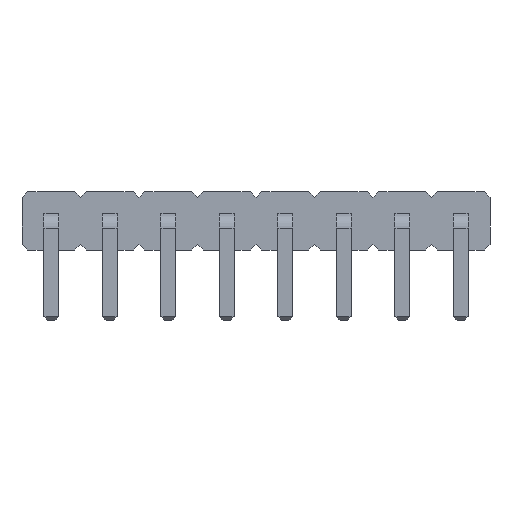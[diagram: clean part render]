
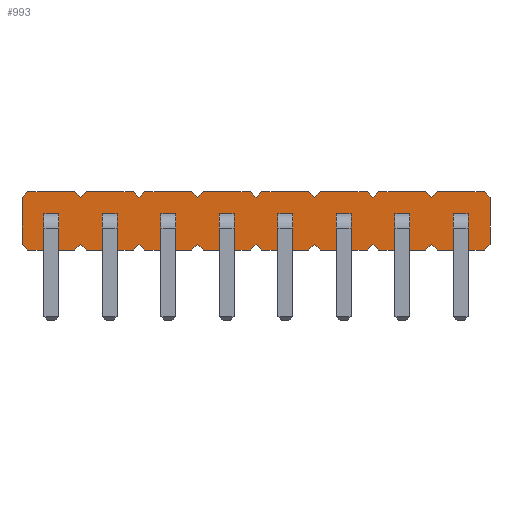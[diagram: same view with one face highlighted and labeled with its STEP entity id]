
A CAD part, left-side view. The second image highlights one B-rep face of the part: STEP entity #993.
In plain terms, the highlighted planar face has unit normal (-1, 0, 0).
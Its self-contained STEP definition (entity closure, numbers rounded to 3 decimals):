
#13=DIRECTION('',(0.,0.,1.));
#22=VERTEX_POINT('',#23);
#23=CARTESIAN_POINT('',(1.5,1.,0.2));
#34=VECTOR('',#35,1.);
#35=DIRECTION('',(0.,-0.707,-0.707));
#38=VERTEX_POINT('',#39);
#39=CARTESIAN_POINT('',(1.5,0.8,0.));
#42=EDGE_CURVE('',#22,#38,#43,.T.);
#43=LINE('',#23,#34);
#46=DIRECTION('',(0.,0.707,-0.707));
#56=VECTOR('',#57,1.);
#57=DIRECTION('',(0.,-1.,0.));
#60=VERTEX_POINT('',#61);
#61=CARTESIAN_POINT('',(1.5,-0.8,0.));
#64=EDGE_CURVE('',#38,#60,#65,.T.);
#65=LINE('',#39,#56);
#78=VECTOR('',#79,1.);
#79=DIRECTION('',(0.,-0.707,0.707));
#82=VERTEX_POINT('',#83);
#83=CARTESIAN_POINT('',(1.5,-1.,0.2));
#86=EDGE_CURVE('',#60,#82,#87,.T.);
#87=LINE('',#61,#78);
#102=VERTEX_POINT('',#103);
#103=CARTESIAN_POINT('',(1.5,-1.2,0.));
#106=EDGE_CURVE('',#82,#102,#107,.T.);
#107=LINE('',#83,#34);
#121=VERTEX_POINT('',#122);
#122=CARTESIAN_POINT('',(1.5,-2.8,0.));
#125=EDGE_CURVE('',#102,#121,#126,.T.);
#126=LINE('',#103,#56);
#140=VERTEX_POINT('',#141);
#141=CARTESIAN_POINT('',(1.5,-3.,0.2));
#144=EDGE_CURVE('',#121,#140,#145,.T.);
#145=LINE('',#122,#78);
#159=VERTEX_POINT('',#160);
#160=CARTESIAN_POINT('',(1.5,-3.2,0.));
#163=EDGE_CURVE('',#140,#159,#164,.T.);
#164=LINE('',#141,#34);
#179=VERTEX_POINT('',#180);
#180=CARTESIAN_POINT('',(1.5,-4.8,0.));
#183=EDGE_CURVE('',#159,#179,#184,.T.);
#184=LINE('',#185,#56);
#185=CARTESIAN_POINT('',(1.5,-3.2,0.));
#199=VERTEX_POINT('',#200);
#200=CARTESIAN_POINT('',(1.5,-5.,0.2));
#203=EDGE_CURVE('',#179,#199,#204,.T.);
#204=LINE('',#180,#78);
#218=VERTEX_POINT('',#219);
#219=CARTESIAN_POINT('',(1.5,-5.2,0.));
#222=EDGE_CURVE('',#199,#218,#223,.T.);
#223=LINE('',#200,#34);
#238=VERTEX_POINT('',#239);
#239=CARTESIAN_POINT('',(1.5,-6.8,0.));
#242=EDGE_CURVE('',#218,#238,#243,.T.);
#243=LINE('',#244,#56);
#244=CARTESIAN_POINT('',(1.5,-5.2,0.));
#258=VERTEX_POINT('',#259);
#259=CARTESIAN_POINT('',(1.5,-7.,0.2));
#262=EDGE_CURVE('',#238,#258,#263,.T.);
#263=LINE('',#239,#78);
#277=VERTEX_POINT('',#278);
#278=CARTESIAN_POINT('',(1.5,-7.2,0.));
#281=EDGE_CURVE('',#258,#277,#282,.T.);
#282=LINE('',#259,#34);
#297=VERTEX_POINT('',#298);
#298=CARTESIAN_POINT('',(1.5,-8.8,0.));
#301=EDGE_CURVE('',#277,#297,#302,.T.);
#302=LINE('',#303,#56);
#303=CARTESIAN_POINT('',(1.5,-7.2,0.));
#317=VERTEX_POINT('',#318);
#318=CARTESIAN_POINT('',(1.5,-9.,0.2));
#321=EDGE_CURVE('',#297,#317,#322,.T.);
#322=LINE('',#298,#78);
#336=VERTEX_POINT('',#337);
#337=CARTESIAN_POINT('',(1.5,-9.2,0.));
#340=EDGE_CURVE('',#317,#336,#341,.T.);
#341=LINE('',#318,#34);
#355=VERTEX_POINT('',#356);
#356=CARTESIAN_POINT('',(1.5,-10.8,0.));
#359=EDGE_CURVE('',#336,#355,#360,.T.);
#360=LINE('',#337,#56);
#374=VERTEX_POINT('',#375);
#375=CARTESIAN_POINT('',(1.5,-11.,0.2));
#378=EDGE_CURVE('',#355,#374,#379,.T.);
#379=LINE('',#356,#78);
#393=VERTEX_POINT('',#394);
#394=CARTESIAN_POINT('',(1.5,-11.2,0.));
#397=EDGE_CURVE('',#374,#393,#398,.T.);
#398=LINE('',#375,#34);
#412=VERTEX_POINT('',#413);
#413=CARTESIAN_POINT('',(1.5,-12.8,0.));
#416=EDGE_CURVE('',#393,#412,#417,.T.);
#417=LINE('',#394,#56);
#431=VERTEX_POINT('',#432);
#432=CARTESIAN_POINT('',(1.5,-13.,0.2));
#435=EDGE_CURVE('',#412,#431,#436,.T.);
#436=LINE('',#413,#78);
#450=VERTEX_POINT('',#451);
#451=CARTESIAN_POINT('',(1.5,-13.2,0.));
#454=EDGE_CURVE('',#431,#450,#455,.T.);
#455=LINE('',#432,#34);
#469=VERTEX_POINT('',#470);
#470=CARTESIAN_POINT('',(1.5,-14.8,0.));
#473=EDGE_CURVE('',#450,#469,#474,.T.);
#474=LINE('',#451,#56);
#488=VERTEX_POINT('',#489);
#489=CARTESIAN_POINT('',(1.5,-15.,0.2));
#492=EDGE_CURVE('',#469,#488,#493,.T.);
#493=LINE('',#470,#78);
#505=VECTOR('',#13,1.);
#508=VERTEX_POINT('',#509);
#509=CARTESIAN_POINT('',(1.5,-15.,1.8));
#512=EDGE_CURVE('',#488,#508,#513,.T.);
#513=LINE('',#489,#505);
#525=VECTOR('',#526,1.);
#526=DIRECTION('',(0.,0.707,0.707));
#529=VERTEX_POINT('',#530);
#530=CARTESIAN_POINT('',(1.5,-14.8,2.));
#533=EDGE_CURVE('',#508,#529,#534,.T.);
#534=LINE('',#509,#525);
#546=VECTOR('',#547,1.);
#547=DIRECTION('',(0.,1.,0.));
#550=VERTEX_POINT('',#551);
#551=CARTESIAN_POINT('',(1.5,-13.2,2.));
#554=EDGE_CURVE('',#529,#550,#555,.T.);
#555=LINE('',#530,#546);
#567=VECTOR('',#46,1.);
#570=VERTEX_POINT('',#571);
#571=CARTESIAN_POINT('',(1.5,-13.,1.8));
#574=EDGE_CURVE('',#550,#570,#575,.T.);
#575=LINE('',#551,#567);
#589=VERTEX_POINT('',#590);
#590=CARTESIAN_POINT('',(1.5,-12.8,2.));
#593=EDGE_CURVE('',#570,#589,#594,.T.);
#594=LINE('',#571,#525);
#608=VERTEX_POINT('',#609);
#609=CARTESIAN_POINT('',(1.5,-11.2,2.));
#612=EDGE_CURVE('',#589,#608,#613,.T.);
#613=LINE('',#590,#546);
#627=VERTEX_POINT('',#628);
#628=CARTESIAN_POINT('',(1.5,-11.,1.8));
#631=EDGE_CURVE('',#608,#627,#632,.T.);
#632=LINE('',#609,#567);
#646=VERTEX_POINT('',#647);
#647=CARTESIAN_POINT('',(1.5,-10.8,2.));
#650=EDGE_CURVE('',#627,#646,#651,.T.);
#651=LINE('',#628,#525);
#665=VERTEX_POINT('',#666);
#666=CARTESIAN_POINT('',(1.5,-9.2,2.));
#669=EDGE_CURVE('',#646,#665,#670,.T.);
#670=LINE('',#647,#546);
#684=VERTEX_POINT('',#685);
#685=CARTESIAN_POINT('',(1.5,-9.,1.8));
#688=EDGE_CURVE('',#665,#684,#689,.T.);
#689=LINE('',#666,#567);
#703=VERTEX_POINT('',#704);
#704=CARTESIAN_POINT('',(1.5,-8.8,2.));
#707=EDGE_CURVE('',#684,#703,#708,.T.);
#708=LINE('',#685,#525);
#722=VERTEX_POINT('',#723);
#723=CARTESIAN_POINT('',(1.5,-7.2,2.));
#726=EDGE_CURVE('',#703,#722,#727,.T.);
#727=LINE('',#704,#546);
#741=VERTEX_POINT('',#742);
#742=CARTESIAN_POINT('',(1.5,-7.,1.8));
#745=EDGE_CURVE('',#722,#741,#746,.T.);
#746=LINE('',#723,#567);
#760=VERTEX_POINT('',#761);
#761=CARTESIAN_POINT('',(1.5,-6.8,2.));
#764=EDGE_CURVE('',#741,#760,#765,.T.);
#765=LINE('',#742,#525);
#779=VERTEX_POINT('',#780);
#780=CARTESIAN_POINT('',(1.5,-5.2,2.));
#783=EDGE_CURVE('',#760,#779,#784,.T.);
#784=LINE('',#761,#546);
#798=VERTEX_POINT('',#799);
#799=CARTESIAN_POINT('',(1.5,-5.,1.8));
#802=EDGE_CURVE('',#779,#798,#803,.T.);
#803=LINE('',#780,#567);
#817=VERTEX_POINT('',#818);
#818=CARTESIAN_POINT('',(1.5,-4.8,2.));
#821=EDGE_CURVE('',#798,#817,#822,.T.);
#822=LINE('',#799,#525);
#836=VERTEX_POINT('',#837);
#837=CARTESIAN_POINT('',(1.5,-3.2,2.));
#840=EDGE_CURVE('',#817,#836,#841,.T.);
#841=LINE('',#818,#546);
#855=VERTEX_POINT('',#856);
#856=CARTESIAN_POINT('',(1.5,-3.,1.8));
#859=EDGE_CURVE('',#836,#855,#860,.T.);
#860=LINE('',#837,#567);
#874=VERTEX_POINT('',#875);
#875=CARTESIAN_POINT('',(1.5,-2.8,2.));
#878=EDGE_CURVE('',#855,#874,#879,.T.);
#879=LINE('',#856,#525);
#893=VERTEX_POINT('',#894);
#894=CARTESIAN_POINT('',(1.5,-1.2,2.));
#897=EDGE_CURVE('',#874,#893,#898,.T.);
#898=LINE('',#875,#546);
#912=VERTEX_POINT('',#913);
#913=CARTESIAN_POINT('',(1.5,-1.,1.8));
#916=EDGE_CURVE('',#893,#912,#917,.T.);
#917=LINE('',#894,#567);
#931=VERTEX_POINT('',#932);
#932=CARTESIAN_POINT('',(1.5,-0.8,2.));
#935=EDGE_CURVE('',#912,#931,#936,.T.);
#936=LINE('',#913,#525);
#950=VERTEX_POINT('',#951);
#951=CARTESIAN_POINT('',(1.5,0.8,2.));
#954=EDGE_CURVE('',#931,#950,#955,.T.);
#955=LINE('',#932,#546);
#969=VERTEX_POINT('',#970);
#970=CARTESIAN_POINT('',(1.5,1.,1.8));
#973=EDGE_CURVE('',#950,#969,#974,.T.);
#974=LINE('',#951,#567);
#984=VECTOR('',#985,1.);
#985=DIRECTION('',(0.,0.,-1.));
#988=EDGE_CURVE('',#969,#22,#989,.T.);
#989=LINE('',#970,#984);
#993=ADVANCED_FACE('',(#994),#1046,.T.);
#994=FACE_BOUND('',#995,.T.);
#995=EDGE_LOOP('',(#996,#997,#998,#999,#1000,#1001,#1002,#1003,#1004,#1005,#1006,#1007,#1008,#1009,#1010,#1011,#1012,#1013,#1014,#1015,#1016,#1017,#1018,#1019,#1020,#1021,#1022,#1023,#1024,#1025,#1026,#1027,#1028,#1029,#1030,#1031,#1032,#1033,#1034,#1035,#1036,#1037,#1038,#1039,#1040,#1041,#1042,#1043,#1044,#1045));
#996=ORIENTED_EDGE('',*,*,#42,.T.);
#997=ORIENTED_EDGE('',*,*,#64,.T.);
#998=ORIENTED_EDGE('',*,*,#86,.T.);
#999=ORIENTED_EDGE('',*,*,#106,.T.);
#1000=ORIENTED_EDGE('',*,*,#125,.T.);
#1001=ORIENTED_EDGE('',*,*,#144,.T.);
#1002=ORIENTED_EDGE('',*,*,#163,.T.);
#1003=ORIENTED_EDGE('',*,*,#183,.T.);
#1004=ORIENTED_EDGE('',*,*,#203,.T.);
#1005=ORIENTED_EDGE('',*,*,#222,.T.);
#1006=ORIENTED_EDGE('',*,*,#242,.T.);
#1007=ORIENTED_EDGE('',*,*,#262,.T.);
#1008=ORIENTED_EDGE('',*,*,#281,.T.);
#1009=ORIENTED_EDGE('',*,*,#301,.T.);
#1010=ORIENTED_EDGE('',*,*,#321,.T.);
#1011=ORIENTED_EDGE('',*,*,#340,.T.);
#1012=ORIENTED_EDGE('',*,*,#359,.T.);
#1013=ORIENTED_EDGE('',*,*,#378,.T.);
#1014=ORIENTED_EDGE('',*,*,#397,.T.);
#1015=ORIENTED_EDGE('',*,*,#416,.T.);
#1016=ORIENTED_EDGE('',*,*,#435,.T.);
#1017=ORIENTED_EDGE('',*,*,#454,.T.);
#1018=ORIENTED_EDGE('',*,*,#473,.T.);
#1019=ORIENTED_EDGE('',*,*,#492,.T.);
#1020=ORIENTED_EDGE('',*,*,#512,.T.);
#1021=ORIENTED_EDGE('',*,*,#533,.T.);
#1022=ORIENTED_EDGE('',*,*,#554,.T.);
#1023=ORIENTED_EDGE('',*,*,#574,.T.);
#1024=ORIENTED_EDGE('',*,*,#593,.T.);
#1025=ORIENTED_EDGE('',*,*,#612,.T.);
#1026=ORIENTED_EDGE('',*,*,#631,.T.);
#1027=ORIENTED_EDGE('',*,*,#650,.T.);
#1028=ORIENTED_EDGE('',*,*,#669,.T.);
#1029=ORIENTED_EDGE('',*,*,#688,.T.);
#1030=ORIENTED_EDGE('',*,*,#707,.T.);
#1031=ORIENTED_EDGE('',*,*,#726,.T.);
#1032=ORIENTED_EDGE('',*,*,#745,.T.);
#1033=ORIENTED_EDGE('',*,*,#764,.T.);
#1034=ORIENTED_EDGE('',*,*,#783,.T.);
#1035=ORIENTED_EDGE('',*,*,#802,.T.);
#1036=ORIENTED_EDGE('',*,*,#821,.T.);
#1037=ORIENTED_EDGE('',*,*,#840,.T.);
#1038=ORIENTED_EDGE('',*,*,#859,.T.);
#1039=ORIENTED_EDGE('',*,*,#878,.T.);
#1040=ORIENTED_EDGE('',*,*,#897,.T.);
#1041=ORIENTED_EDGE('',*,*,#916,.T.);
#1042=ORIENTED_EDGE('',*,*,#935,.T.);
#1043=ORIENTED_EDGE('',*,*,#954,.T.);
#1044=ORIENTED_EDGE('',*,*,#973,.T.);
#1045=ORIENTED_EDGE('',*,*,#988,.T.);
#1046=PLANE('',#1047);
#1047=AXIS2_PLACEMENT_3D('',#1048,#1049,#1050);
#1048=CARTESIAN_POINT('',(1.5,-7.,1.));
#1049=DIRECTION('',(-1.,0.,0.));
#1050=DIRECTION('',(0.,0.,-1.));
